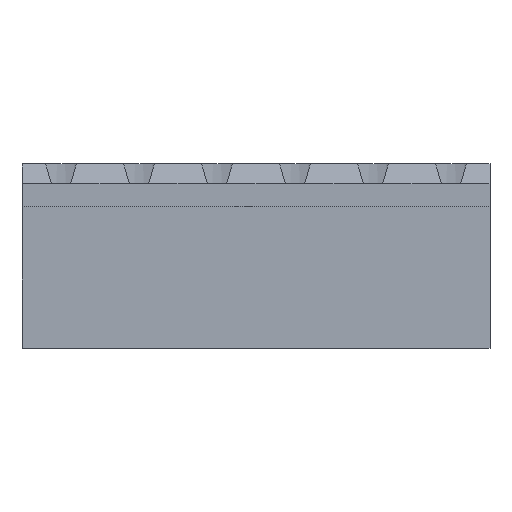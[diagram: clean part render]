
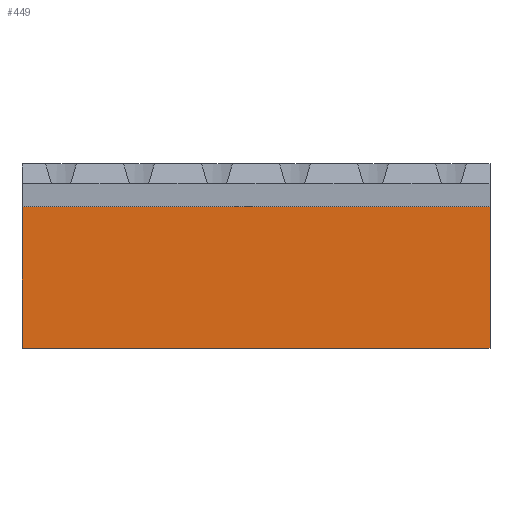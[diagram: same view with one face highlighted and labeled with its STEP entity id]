
A CAD part, front view. The second image highlights one B-rep face of the part: STEP entity #449.
In plain terms, the highlighted planar face has unit normal (0, -1, 0).
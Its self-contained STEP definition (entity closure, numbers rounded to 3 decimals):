
#449 = ADVANCED_FACE( '', ( #1017 ), #1018, .T. );
#1017 = FACE_OUTER_BOUND( '', #1745, .T. );
#1018 = PLANE( '', #1746 );
#1745 = EDGE_LOOP( '', ( #2767, #2768, #2769, #2770 ) );
#1746 = AXIS2_PLACEMENT_3D( '', #2771, #2772, #2773 );
#2767 = ORIENTED_EDGE( '', *, *, #4778, .F. );
#2768 = ORIENTED_EDGE( '', *, *, #4779, .F. );
#2769 = ORIENTED_EDGE( '', *, *, #4780, .F. );
#2770 = ORIENTED_EDGE( '', *, *, #4781, .T. );
#2771 = CARTESIAN_POINT( '', ( 16.24, -4.05, -6. ) );
#2772 = DIRECTION( '', ( 0., -1., 0. ) );
#2773 = DIRECTION( '', ( 0., 0., -1. ) );
#4778 = EDGE_CURVE( '', #5846, #5847, #5848, .T. );
#4779 = EDGE_CURVE( '', #5849, #5846, #5850, .T. );
#4780 = EDGE_CURVE( '', #5851, #5849, #5852, .T. );
#4781 = EDGE_CURVE( '', #5851, #5847, #5853, .T. );
#5846 = VERTEX_POINT( '', #7354 );
#5847 = VERTEX_POINT( '', #7355 );
#5848 = LINE( '', #7356, #7357 );
#5849 = VERTEX_POINT( '', #7358 );
#5850 = LINE( '', #7359, #7360 );
#5851 = VERTEX_POINT( '', #7361 );
#5852 = LINE( '', #7362, #7363 );
#5853 = LINE( '', #7364, #7365 );
#7354 = CARTESIAN_POINT( '', ( -15.24, -4.05, -6. ) );
#7355 = CARTESIAN_POINT( '', ( -15.24, -4.05, 3.2 ) );
#7356 = CARTESIAN_POINT( '', ( -15.24, -4.05, -6. ) );
#7357 = VECTOR( '', #8811, 1000. );
#7358 = CARTESIAN_POINT( '', ( 15.24, -4.05, -6. ) );
#7359 = CARTESIAN_POINT( '', ( 16.24, -4.05, -6. ) );
#7360 = VECTOR( '', #8812, 1000. );
#7361 = CARTESIAN_POINT( '', ( 15.24, -4.05, 3.2 ) );
#7362 = CARTESIAN_POINT( '', ( 15.24, -4.05, -6. ) );
#7363 = VECTOR( '', #8813, 1000. );
#7364 = CARTESIAN_POINT( '', ( 16.24, -4.05, 3.2 ) );
#7365 = VECTOR( '', #8814, 1000. );
#8811 = DIRECTION( '', ( 0., 0., 1. ) );
#8812 = DIRECTION( '', ( -1., 0., 0. ) );
#8813 = DIRECTION( '', ( 0., 0., -1. ) );
#8814 = DIRECTION( '', ( -1., 0., 0. ) );
